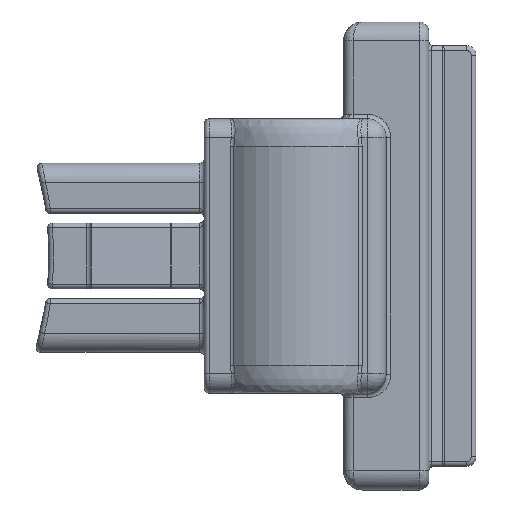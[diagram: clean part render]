
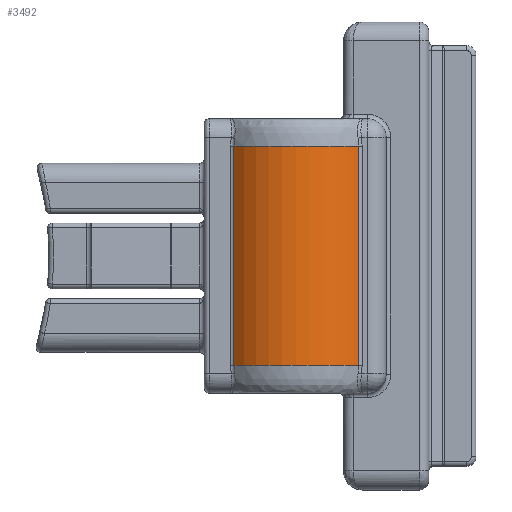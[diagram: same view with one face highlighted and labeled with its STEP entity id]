
A CAD part, top view. The second image highlights one B-rep face of the part: STEP entity #3492.
In plain terms, the highlighted free-form (B-spline) face has degree [1, 2] with [2, 5] control points.
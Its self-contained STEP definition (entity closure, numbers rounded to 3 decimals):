
#41=(
BOUNDED_SURFACE()
B_SPLINE_SURFACE(1,2,((#6146,#6147,#6148,#6149,#6150),(#6151,#6152,#6153,
#6154,#6155)),.UNSPECIFIED.,.F.,.F.,.F.)
B_SPLINE_SURFACE_WITH_KNOTS((2,2),(3,2,3),(-1.221,1.221),
(-3.936,-3.142,-2.347),.UNSPECIFIED.)
GEOMETRIC_REPRESENTATION_ITEM()
RATIONAL_B_SPLINE_SURFACE(((1.,0.922,1.,0.922,1.),
(1.,0.922,1.,0.922,1.)))
REPRESENTATION_ITEM('')
SURFACE()
);
#117=ELLIPSE('',#3805,4.75,4.625);
#118=ELLIPSE('',#3806,4.75,4.625);
#238=LINE('',#5814,#447);
#245=LINE('',#5986,#454);
#447=VECTOR('',#4407,10.);
#454=VECTOR('',#4430,10.);
#763=FACE_OUTER_BOUND('',#1014,.T.);
#1014=EDGE_LOOP('',(#2553,#2554,#2555,#2556));
#1575=VERTEX_POINT('',#5800);
#1577=VERTEX_POINT('',#5812);
#1587=VERTEX_POINT('',#5970);
#1589=VERTEX_POINT('',#5982);
#1907=EDGE_CURVE('',#1577,#1575,#238,.T.);
#1927=EDGE_CURVE('',#1587,#1589,#245,.T.);
#1934=EDGE_CURVE('',#1577,#1589,#117,.T.);
#1935=EDGE_CURVE('',#1575,#1587,#118,.T.);
#2553=ORIENTED_EDGE('',*,*,#1907,.F.);
#2554=ORIENTED_EDGE('',*,*,#1934,.T.);
#2555=ORIENTED_EDGE('',*,*,#1927,.F.);
#2556=ORIENTED_EDGE('',*,*,#1935,.F.);
#3492=ADVANCED_FACE('',(#763),#41,.F.);
#3805=AXIS2_PLACEMENT_3D('',#6145,#4435,#4436);
#3806=AXIS2_PLACEMENT_3D('',#6156,#4437,#4438);
#4407=DIRECTION('',(0.,1.,0.));
#4430=DIRECTION('',(0.,-1.,0.));
#4435=DIRECTION('center_axis',(0.,1.,0.));
#4436=DIRECTION('ref_axis',(0.,0.,
-1.));
#4437=DIRECTION('center_axis',(0.,1.,0.));
#4438=DIRECTION('ref_axis',(0.,0.,
-1.));
#5800=CARTESIAN_POINT('',(-42.801,73.425,11.077));
#5812=CARTESIAN_POINT('',(-42.801,61.825,11.077));
#5814=CARTESIAN_POINT('',(-42.801,67.625,11.077));
#5970=CARTESIAN_POINT('',(-36.199,73.425,11.077));
#5982=CARTESIAN_POINT('',(-36.199,61.825,11.077));
#5986=CARTESIAN_POINT('',(-36.199,67.625,11.077));
#6145=CARTESIAN_POINT('Origin',(-39.5,61.825,7.75));
#6146=CARTESIAN_POINT('Ctrl Pts',(-42.801,61.825,11.077));
#6147=CARTESIAN_POINT('Ctrl Pts',(-41.441,61.825,12.5));
#6148=CARTESIAN_POINT('Ctrl Pts',(-39.5,61.825,12.5));
#6149=CARTESIAN_POINT('Ctrl Pts',(-37.559,61.825,12.5));
#6150=CARTESIAN_POINT('Ctrl Pts',(-36.199,61.825,11.077));
#6151=CARTESIAN_POINT('Ctrl Pts',(-42.801,73.425,11.077));
#6152=CARTESIAN_POINT('Ctrl Pts',(-41.441,73.425,12.5));
#6153=CARTESIAN_POINT('Ctrl Pts',(-39.5,73.425,12.5));
#6154=CARTESIAN_POINT('Ctrl Pts',(-37.559,73.425,12.5));
#6155=CARTESIAN_POINT('Ctrl Pts',(-36.199,73.425,11.077));
#6156=CARTESIAN_POINT('Origin',(-39.5,73.425,7.75));
